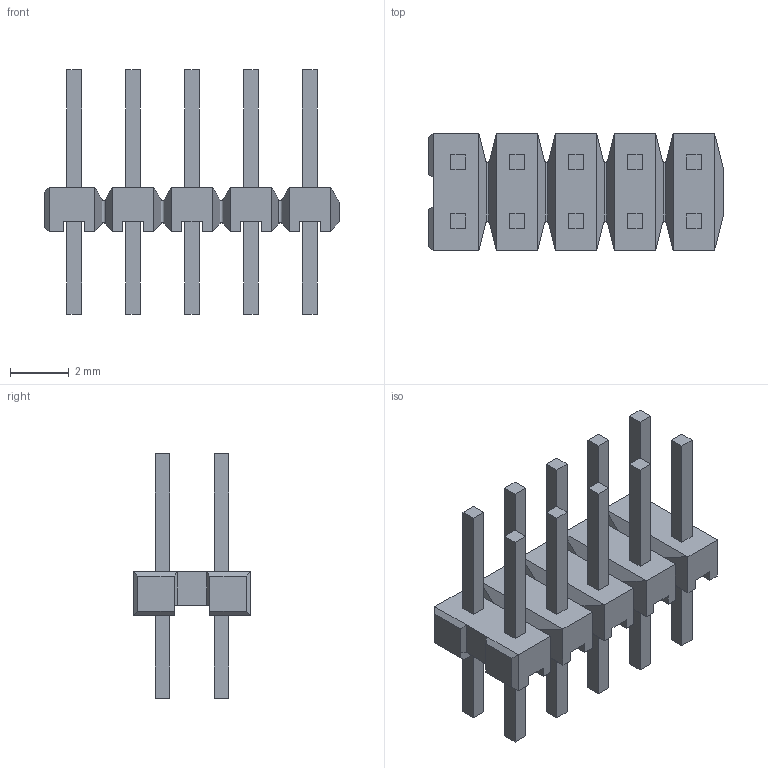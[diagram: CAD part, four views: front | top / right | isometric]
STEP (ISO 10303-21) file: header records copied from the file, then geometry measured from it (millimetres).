
FILE_DESCRIPTION(/* description */ (''),/* implementation_level */ '2;1');
FILE_NAME(/* name */ '2842126-5.step',/* time_stamp */ '2021-01-04T10:37:28+02:00',/* author */ (''),/* organization */ (''),/* preprocessor_version */ 'ST-DEVELOPER v18.1',/* originating_system */ 'Autodesk Translation Framework v9.3.0.1241',/* authorisation */ '');
FILE_SCHEMA (('AUTOMOTIVE_DESIGN { 1 0 10303 214 3 1 1 }'));
Length unit declared in the file: millimetre
Products named in the file (1): (Unsaved)
Bounding box: 10 x 4 x 8.3 mm (x, y, z)
Volume: 63 mm3; surface area: 286.1 mm2
Topology: 1 solids, 1 shells, 245 faces, 623 edges, 400 vertices
Faces by surface type: plane 225, cylinder 20
Entity records: 7418 total; most frequent: CARTESIAN_POINT 1477, ORIENTED_EDGE 1246, DIRECTION 1139, EDGE_CURVE 623, LINE 567, VECTOR 567, VERTEX_POINT 400, AXIS2_PLACEMENT_3D 286
